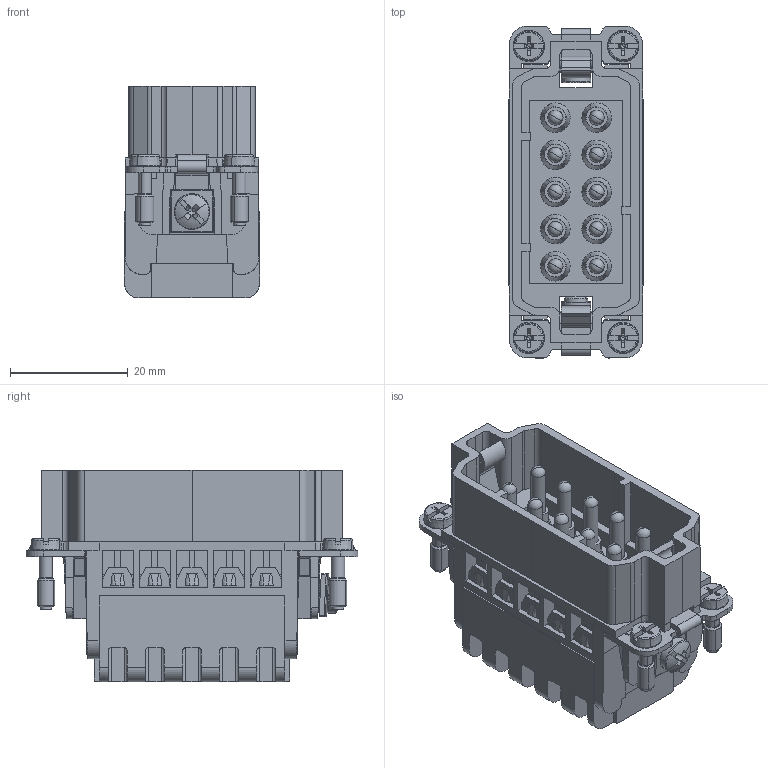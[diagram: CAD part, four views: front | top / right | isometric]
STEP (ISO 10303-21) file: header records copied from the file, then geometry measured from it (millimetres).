
FILE_DESCRIPTION(('CATIA V5 STEP','CAx-IF Rec.Pracs.--- Model Styling and Organization---1.2---2011-12-15'),'2;1');
FILE_NAME ('13439487_2', '2018-08-16T06:36:13+00:00', ('none'), ('Weidmueller'), 'CATIA Version 5-6 Release 2014 SP4 HF52', 'CATIA V5 STEP AP214', 'none');
FILE_SCHEMA(('AUTOMOTIVE_DESIGN { 1 0 10303 214 1 1 1 1 }'));
Products named in the file (1): 1896790000
Bounding box: 22.9 x 56.3 x 35.95 mm (x, y, z)
Volume: 15072.1 mm3; surface area: 23047.2 mm2
Topology: 12 solids, 12 shells, 2740 faces, 8393 edges, 5553 vertices
Faces by surface type: plane 1783, cylinder 702, torus 116, cone 111, bspline 22, sphere 4, revolution 2
Entity records: 95773 total; most frequent: CARTESIAN_POINT 26871, ORIENTED_EDGE 16756, DIRECTION 10568, EDGE_CURVE 8378, VECTOR 5640, LINE 5640, VERTEX_POINT 5553, AXIS2_PLACEMENT_3D 3304
